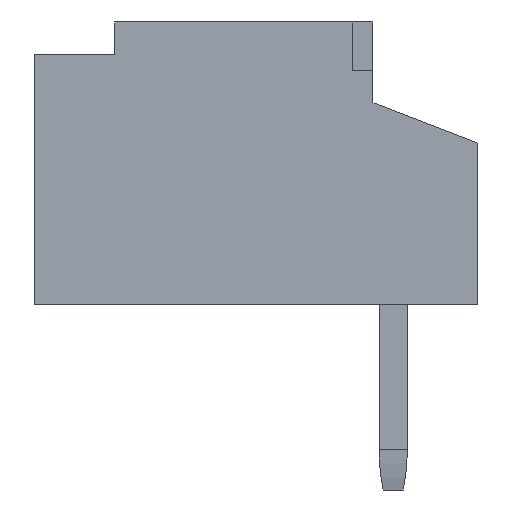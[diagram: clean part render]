
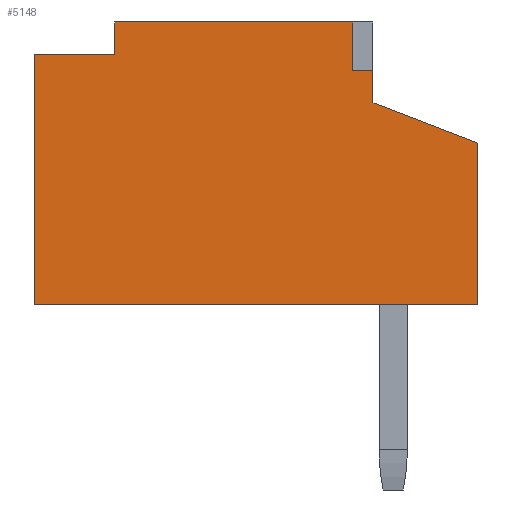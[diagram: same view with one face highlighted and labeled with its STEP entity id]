
A CAD part, left-side view. The second image highlights one B-rep face of the part: STEP entity #5148.
In plain terms, the highlighted planar face has unit normal (-1, 0, 0).
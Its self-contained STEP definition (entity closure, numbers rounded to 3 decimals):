
#9=DIRECTION('',(0.,0.,1.));
#10=VECTOR('',#9,2.);
#11=CARTESIAN_POINT('',(-7.125,-4.525,-1.9));
#12=LINE('',#11,#10);
#25=DIRECTION('',(0.,1.,0.));
#26=VECTOR('',#25,0.25);
#27=CARTESIAN_POINT('',(-7.125,-3.225,1.));
#28=LINE('',#27,#26);
#29=DIRECTION('',(0.,0.,-1.));
#30=VECTOR('',#29,0.4);
#31=CARTESIAN_POINT('',(-7.125,-3.225,1.));
#32=LINE('',#31,#30);
#33=DIRECTION('',(0.,0.933,0.359));
#34=VECTOR('',#33,1.393);
#35=CARTESIAN_POINT('',(-7.125,-4.525,0.1));
#36=LINE('',#35,#34);
#37=DIRECTION('',(0.,1.,0.));
#38=VECTOR('',#37,5.5);
#39=CARTESIAN_POINT('',(-7.125,-4.525,-1.9));
#40=LINE('',#39,#38);
#41=DIRECTION('',(0.,-1.,0.));
#42=VECTOR('',#41,1.);
#43=CARTESIAN_POINT('',(-7.125,0.975,1.2));
#44=LINE('',#43,#42);
#45=DIRECTION('',(0.,0.,-1.));
#46=VECTOR('',#45,0.4);
#47=CARTESIAN_POINT('',(-7.125,-0.025,1.6));
#48=LINE('',#47,#46);
#49=DIRECTION('',(0.,0.,-1.));
#50=VECTOR('',#49,0.6);
#51=CARTESIAN_POINT('',(-7.125,-2.975,1.6));
#52=LINE('',#51,#50);
#209=DIRECTION('',(0.,1.,0.));
#210=VECTOR('',#209,2.95);
#211=CARTESIAN_POINT('',(-7.125,-2.975,1.6));
#212=LINE('',#211,#210);
#301=DIRECTION('',(0.,0.,1.));
#302=VECTOR('',#301,3.1);
#303=CARTESIAN_POINT('',(-7.125,0.975,-1.9));
#304=LINE('',#303,#302);
#3889=CARTESIAN_POINT('',(-7.125,-4.525,-1.9));
#3890=CARTESIAN_POINT('',(-7.125,0.975,-1.9));
#3891=VERTEX_POINT('',#3889);
#3892=VERTEX_POINT('',#3890);
#3921=CARTESIAN_POINT('',(-7.125,-0.025,1.6));
#3922=CARTESIAN_POINT('',(-7.125,-0.025,1.2));
#3923=VERTEX_POINT('',#3921);
#3924=VERTEX_POINT('',#3922);
#3937=CARTESIAN_POINT('',(-7.125,0.975,1.2));
#3938=VERTEX_POINT('',#3937);
#4441=CARTESIAN_POINT('',(-7.125,-4.525,0.1));
#4443=VERTEX_POINT('',#4441);
#4449=CARTESIAN_POINT('',(-7.125,-3.225,0.6));
#4450=VERTEX_POINT('',#4449);
#4557=CARTESIAN_POINT('',(-7.125,-3.225,1.));
#4558=CARTESIAN_POINT('',(-7.125,-2.975,1.));
#4559=VERTEX_POINT('',#4557);
#4560=VERTEX_POINT('',#4558);
#4571=CARTESIAN_POINT('',(-7.125,-2.975,1.6));
#4572=VERTEX_POINT('',#4571);
#5123=CARTESIAN_POINT('',(-7.125,-4.525,-1.9));
#5124=DIRECTION('',(-1.,0.,0.));
#5125=DIRECTION('',(0.,0.,1.));
#5126=AXIS2_PLACEMENT_3D('',#5123,#5124,#5125);
#5127=PLANE('',#5126);
#5129=ORIENTED_EDGE('',*,*,#5128,.F.);
#5131=ORIENTED_EDGE('',*,*,#5130,.T.);
#5132=ORIENTED_EDGE('',*,*,#5099,.F.);
#5133=ORIENTED_EDGE('',*,*,#5072,.F.);
#5135=ORIENTED_EDGE('',*,*,#5134,.T.);
#5137=ORIENTED_EDGE('',*,*,#5136,.T.);
#5139=ORIENTED_EDGE('',*,*,#5138,.T.);
#5141=ORIENTED_EDGE('',*,*,#5140,.F.);
#5143=ORIENTED_EDGE('',*,*,#5142,.F.);
#5145=ORIENTED_EDGE('',*,*,#5144,.T.);
#5146=EDGE_LOOP('',(#5129,#5131,#5132,#5133,#5135,#5137,#5139,#5141,#5143,
#5145));
#5147=FACE_OUTER_BOUND('',#5146,.F.);
#5148=ADVANCED_FACE('',(#5147),#5127,.T.);
#5072=EDGE_CURVE('',#3891,#4443,#12,.T.);
#5099=EDGE_CURVE('',#4443,#4450,#36,.T.);
#5128=EDGE_CURVE('',#4559,#4560,#28,.T.);
#5130=EDGE_CURVE('',#4559,#4450,#32,.T.);
#5134=EDGE_CURVE('',#3891,#3892,#40,.T.);
#5136=EDGE_CURVE('',#3892,#3938,#304,.T.);
#5138=EDGE_CURVE('',#3938,#3924,#44,.T.);
#5140=EDGE_CURVE('',#3923,#3924,#48,.T.);
#5142=EDGE_CURVE('',#4572,#3923,#212,.T.);
#5144=EDGE_CURVE('',#4572,#4560,#52,.T.);
